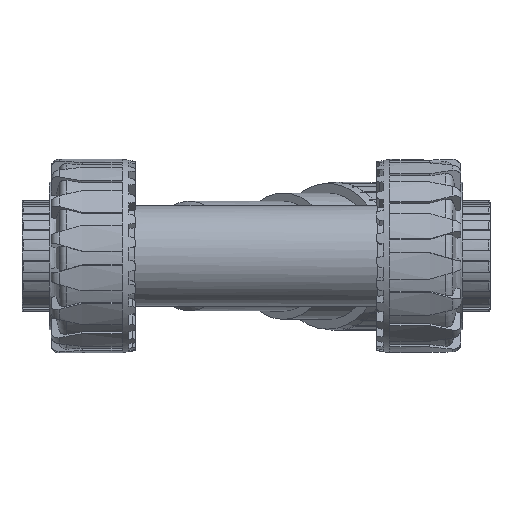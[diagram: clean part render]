
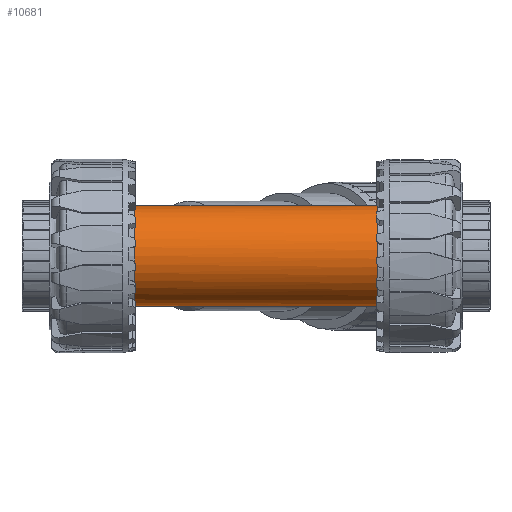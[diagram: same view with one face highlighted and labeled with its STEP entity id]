
A CAD part, top view. The second image highlights one B-rep face of the part: STEP entity #10681.
In plain terms, the highlighted cylindrical face has radius 19 mm (diameter 38 mm), a full revolution.
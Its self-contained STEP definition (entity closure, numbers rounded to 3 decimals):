
#176=FACE_BOUND($,#1985,.T.);
#177=FACE_BOUND($,#1986,.T.);
#178=FACE_BOUND($,#1987,.T.);
#207=B_SPLINE_CURVE_WITH_KNOTS($,3,(#16295,#16296,#16297,#16298,#16299,
#16300,#16301,#16302,#16303,#16304,#16305,#16306,#16307,#16308,#16309,#16310,
#16311,#16312,#16313,#16314,#16315,#16316),.UNSPECIFIED.,.F.,.F.,(4,3,3,
3,3,3,3,4),(-29.827,-29.707,-28.788,-27.42,
-26.604,-24.844,-23.387,-23.291),
 .UNSPECIFIED.);
#208=B_SPLINE_CURVE_WITH_KNOTS($,3,(#16318,#16319,#16320,#16321,#16322,
#16323,#16324,#16325,#16326,#16327,#16328,#16329,#16330,#16331,#16332,#16333,
#16334,#16335),.UNSPECIFIED.,.F.,.F.,(4,2,2,2,2,2,2,2,4),(4.269,
4.618,4.967,5.608,6.249,6.901,
7.552,8.045,8.495),.UNSPECIFIED.);
#209=B_SPLINE_CURVE_WITH_KNOTS($,3,(#16337,#16338,#16339,#16340,#16341,
#16342,#16343,#16344,#16345,#16346,#16347,#16348,#16349,#16350,#16351,#16352,
#16353,#16354),.UNSPECIFIED.,.F.,.F.,(4,2,2,2,2,2,2,2,4),(-14.365,
-13.915,-13.422,-12.77,-12.119,-11.478,
-10.836,-10.487,-10.139),.UNSPECIFIED.);
#210=B_SPLINE_CURVE_WITH_KNOTS($,3,(#16355,#16356,#16357,#16358,#16359,
#16360,#16361,#16362,#16363,#16364,#16365,#16366,#16367,#16368,#16369,#16370),
 .UNSPECIFIED.,.F.,.F.,(4,3,3,3,3,4),(-23.291,-21.773,
-20.206,-18.738,-17.619,-16.631),
 .UNSPECIFIED.);
#277=CYLINDRICAL_SURFACE($,#11311,19.);
#415=CIRCLE($,#11301,19.);
#418=CIRCLE($,#11307,19.);
#1985=EDGE_LOOP($,(#7327,#7328,#7329,#7330));
#1986=EDGE_LOOP($,(#7331));
#1987=EDGE_LOOP($,(#7332));
#4472=VERTEX_POINT($,#16277);
#4475=VERTEX_POINT($,#16286);
#4477=VERTEX_POINT($,#16293);
#4478=VERTEX_POINT($,#16294);
#4479=VERTEX_POINT($,#16317);
#4480=VERTEX_POINT($,#16336);
#5604=EDGE_CURVE($,#4472,#4472,#415,.T.);
#5607=EDGE_CURVE($,#4475,#4475,#418,.T.);
#5609=EDGE_CURVE($,#4477,#4478,#207,.T.);
#5610=EDGE_CURVE($,#4479,#4477,#208,.T.);
#5611=EDGE_CURVE($,#4480,#4479,#209,.T.);
#5612=EDGE_CURVE($,#4478,#4480,#210,.T.);
#7327=ORIENTED_EDGE($,*,*,#5609,.F.);
#7328=ORIENTED_EDGE($,*,*,#5610,.F.);
#7329=ORIENTED_EDGE($,*,*,#5611,.F.);
#7330=ORIENTED_EDGE($,*,*,#5612,.F.);
#7331=ORIENTED_EDGE($,*,*,#5604,.T.);
#7332=ORIENTED_EDGE($,*,*,#5607,.F.);
#10681=ADVANCED_FACE($,(#176,#177,#178),#277,.T.);
#11301=AXIS2_PLACEMENT_3D($,#16278,#12683,#12684);
#11307=AXIS2_PLACEMENT_3D($,#16287,#12695,#12696);
#11311=AXIS2_PLACEMENT_3D($,#16292,#12703,#12704);
#12683=DIRECTION('center_axis',(1.,0.,0.));
#12684=DIRECTION('ref_axis',(0.,0.,1.));
#12695=DIRECTION('center_axis',(1.,0.,0.));
#12696=DIRECTION('ref_axis',(0.,0.,1.));
#12703=DIRECTION('center_axis',(1.,0.,0.));
#12704=DIRECTION('ref_axis',(0.,0.,1.));
#16277=CARTESIAN_POINT('',(20.1,0.,19.));
#16278=CARTESIAN_POINT('Origin',(20.1,0.,0.));
#16286=CARTESIAN_POINT('',(111.9,-13.538,13.331));
#16287=CARTESIAN_POINT('Origin',(111.9,0.,0.));
#16292=CARTESIAN_POINT('Origin',(66.,0.,0.));
#16293=CARTESIAN_POINT('',(47.129,18.997,0.324));
#16294=CARTESIAN_POINT('',(24.871,0.,19.));
#16295=CARTESIAN_POINT('Ctrl Pts',(47.129,18.997,0.324));
#16296=CARTESIAN_POINT('Ctrl Pts',(46.819,18.995,0.476));
#16297=CARTESIAN_POINT('Ctrl Pts',(46.516,18.99,0.628));
#16298=CARTESIAN_POINT('Ctrl Pts',(46.218,18.984,0.78));
#16299=CARTESIAN_POINT('Ctrl Pts',(43.939,18.936,1.942));
#16300=CARTESIAN_POINT('Ctrl Pts',(41.954,18.783,3.119));
#16301=CARTESIAN_POINT('Ctrl Pts',(40.173,18.5,4.329));
#16302=CARTESIAN_POINT('Ctrl Pts',(37.523,18.079,6.13));
#16303=CARTESIAN_POINT('Ctrl Pts',(35.449,17.377,7.902));
#16304=CARTESIAN_POINT('Ctrl Pts',(33.726,16.453,9.502));
#16305=CARTESIAN_POINT('Ctrl Pts',(32.697,15.902,10.457));
#16306=CARTESIAN_POINT('Ctrl Pts',(31.771,15.264,11.375));
#16307=CARTESIAN_POINT('Ctrl Pts',(30.897,14.502,12.276));
#16308=CARTESIAN_POINT('Ctrl Pts',(29.014,12.859,14.216));
#16309=CARTESIAN_POINT('Ctrl Pts',(27.436,10.651,16.013));
#16310=CARTESIAN_POINT('Ctrl Pts',(26.359,7.947,17.258));
#16311=CARTESIAN_POINT('Ctrl Pts',(25.467,5.707,18.289));
#16312=CARTESIAN_POINT('Ctrl Pts',(24.937,3.132,18.922));
#16313=CARTESIAN_POINT('Ctrl Pts',(24.877,0.517,18.993));
#16314=CARTESIAN_POINT('Ctrl Pts',(24.873,0.345,18.998));
#16315=CARTESIAN_POINT('Ctrl Pts',(24.871,0.172,19.));
#16316=CARTESIAN_POINT('Ctrl Pts',(24.871,0.,
19.));
#16317=CARTESIAN_POINT('',(79.014,0.,19.));
#16318=CARTESIAN_POINT('Ctrl Pts',(79.014,0.,
19.));
#16319=CARTESIAN_POINT('Ctrl Pts',(79.014,1.163,19.));
#16320=CARTESIAN_POINT('Ctrl Pts',(78.78,2.39,18.885));
#16321=CARTESIAN_POINT('Ctrl Pts',(77.902,4.675,18.453));
#16322=CARTESIAN_POINT('Ctrl Pts',(77.265,5.734,18.139));
#16323=CARTESIAN_POINT('Ctrl Pts',(75.363,8.263,17.198));
#16324=CARTESIAN_POINT('Ctrl Pts',(73.751,9.718,16.397));
#16325=CARTESIAN_POINT('Ctrl Pts',(70.256,12.204,14.641));
#16326=CARTESIAN_POINT('Ctrl Pts',(68.375,13.236,13.686));
#16327=CARTESIAN_POINT('Ctrl Pts',(64.843,14.897,11.859));
#16328=CARTESIAN_POINT('Ctrl Pts',(62.849,15.676,10.812));
#16329=CARTESIAN_POINT('Ctrl Pts',(58.83,16.982,8.617));
#16330=CARTESIAN_POINT('Ctrl Pts',(56.807,17.51,7.469));
#16331=CARTESIAN_POINT('Ctrl Pts',(53.61,18.206,5.51));
#16332=CARTESIAN_POINT('Ctrl Pts',(52.109,18.481,4.543));
#16333=CARTESIAN_POINT('Ctrl Pts',(49.379,18.859,2.51));
#16334=CARTESIAN_POINT('Ctrl Pts',(48.138,18.978,1.459));
#16335=CARTESIAN_POINT('Ctrl Pts',(47.129,18.997,0.324));
#16336=CARTESIAN_POINT('',(47.129,-18.997,0.324));
#16337=CARTESIAN_POINT('Ctrl Pts',(47.129,-18.997,0.324));
#16338=CARTESIAN_POINT('Ctrl Pts',(48.138,-18.978,1.459));
#16339=CARTESIAN_POINT('Ctrl Pts',(49.379,-18.859,2.51));
#16340=CARTESIAN_POINT('Ctrl Pts',(52.109,-18.481,4.543));
#16341=CARTESIAN_POINT('Ctrl Pts',(53.61,-18.206,5.51));
#16342=CARTESIAN_POINT('Ctrl Pts',(56.807,-17.51,7.469));
#16343=CARTESIAN_POINT('Ctrl Pts',(58.83,-16.982,8.617));
#16344=CARTESIAN_POINT('Ctrl Pts',(62.849,-15.676,10.812));
#16345=CARTESIAN_POINT('Ctrl Pts',(64.843,-14.897,11.859));
#16346=CARTESIAN_POINT('Ctrl Pts',(68.375,-13.236,13.686));
#16347=CARTESIAN_POINT('Ctrl Pts',(70.256,-12.204,14.641));
#16348=CARTESIAN_POINT('Ctrl Pts',(73.751,-9.718,16.397));
#16349=CARTESIAN_POINT('Ctrl Pts',(75.363,-8.263,17.198));
#16350=CARTESIAN_POINT('Ctrl Pts',(77.265,-5.734,18.139));
#16351=CARTESIAN_POINT('Ctrl Pts',(77.902,-4.675,18.453));
#16352=CARTESIAN_POINT('Ctrl Pts',(78.78,-2.39,18.885));
#16353=CARTESIAN_POINT('Ctrl Pts',(79.014,-1.163,19.));
#16354=CARTESIAN_POINT('Ctrl Pts',(79.014,0.,
19.));
#16355=CARTESIAN_POINT('Ctrl Pts',(24.871,0.,
19.));
#16356=CARTESIAN_POINT('Ctrl Pts',(24.871,-2.723,19.));
#16357=CARTESIAN_POINT('Ctrl Pts',(25.383,-5.438,18.388));
#16358=CARTESIAN_POINT('Ctrl Pts',(26.298,-7.794,17.328));
#16359=CARTESIAN_POINT('Ctrl Pts',(27.244,-10.227,16.233));
#16360=CARTESIAN_POINT('Ctrl Pts',(28.607,-12.292,14.678));
#16361=CARTESIAN_POINT('Ctrl Pts',(30.241,-13.895,12.958));
#16362=CARTESIAN_POINT('Ctrl Pts',(31.773,-15.398,11.347));
#16363=CARTESIAN_POINT('Ctrl Pts',(33.555,-16.543,9.566));
#16364=CARTESIAN_POINT('Ctrl Pts',(35.754,-17.37,7.699));
#16365=CARTESIAN_POINT('Ctrl Pts',(37.431,-18.001,6.275));
#16366=CARTESIAN_POINT('Ctrl Pts',(39.4,-18.433,4.794));
#16367=CARTESIAN_POINT('Ctrl Pts',(41.452,-18.677,3.488));
#16368=CARTESIAN_POINT('Ctrl Pts',(43.262,-18.892,2.336));
#16369=CARTESIAN_POINT('Ctrl Pts',(45.207,-18.981,1.271));
#16370=CARTESIAN_POINT('Ctrl Pts',(47.129,-18.997,0.324));
